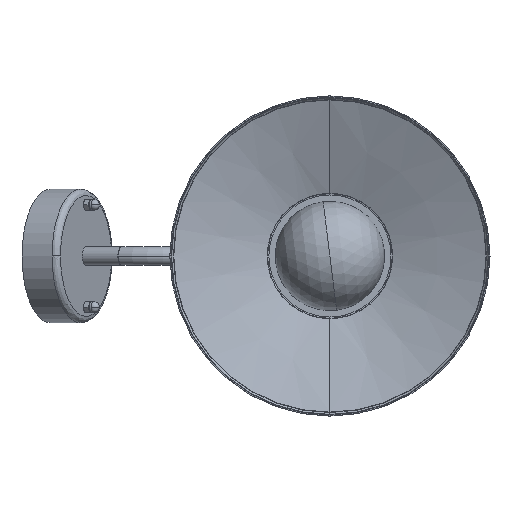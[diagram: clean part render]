
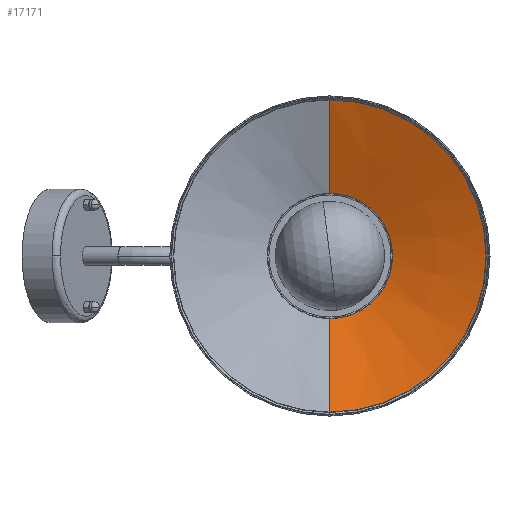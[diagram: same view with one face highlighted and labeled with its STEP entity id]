
A CAD part, front view. The second image highlights one B-rep face of the part: STEP entity #17171.
In plain terms, the highlighted conical face has half-angle 69 degrees and reference radius 53.575 mm.
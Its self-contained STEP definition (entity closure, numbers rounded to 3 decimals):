
#671 = EDGE_CURVE ( 'NONE', #20438, #10240, #16770, .T. ) ;
#1058 = CONICAL_SURFACE ( 'NONE', #19156, 53.575, 1.204 ) ;
#1373 = LINE ( 'NONE', #4721, #5697 ) ;
#1479 = DIRECTION ( 'NONE',  ( 0., -0.358, -0.934 ) ) ;
#1899 = CARTESIAN_POINT ( 'NONE',  ( 7.942, 26.646, 8.201 ) ) ;
#2026 = CIRCLE ( 'NONE', #17803, 53.575 ) ;
#2034 = DIRECTION ( 'NONE',  ( 0., -0.358, 0.934 ) ) ;
#2422 = DIRECTION ( 'NONE',  ( 0., 0., -1. ) ) ;
#2991 = EDGE_CURVE ( 'NONE', #4186, #11778, #2026, .T. ) ;
#3198 = DIRECTION ( 'NONE',  ( 0., -1., 0. ) ) ;
#3504 = LINE ( 'NONE', #4983, #5779 ) ;
#3893 = DIRECTION ( 'NONE',  ( 0., -1., 0. ) ) ;
#3957 = CARTESIAN_POINT ( 'NONE',  ( 7.942, -4.345, -126.108 ) ) ;
#4011 = AXIS2_PLACEMENT_3D ( 'NONE', #8549, #3893, #2422 ) ;
#4186 = VERTEX_POINT ( 'NONE', #11669 ) ;
#4721 = CARTESIAN_POINT ( 'NONE',  ( 7.942, 26.646, -45.375 ) ) ;
#4983 = CARTESIAN_POINT ( 'NONE',  ( 7.942, 26.646, 61.776 ) ) ;
#5013 = EDGE_CURVE ( 'NONE', #11778, #10240, #3504, .T. ) ;
#5697 = VECTOR ( 'NONE', #1479, 1000. ) ;
#5779 = VECTOR ( 'NONE', #2034, 1000. ) ;
#6248 = FACE_OUTER_BOUND ( 'NONE', #19116, .T. ) ;
#6306 = ORIENTED_EDGE ( 'NONE', *, *, #13908, .T. ) ;
#7036 = DIRECTION ( 'NONE',  ( 0., 0., -1. ) ) ;
#7950 = ORIENTED_EDGE ( 'NONE', *, *, #5013, .F. ) ;
#8503 = CARTESIAN_POINT ( 'NONE',  ( 7.942, -4.345, 142.509 ) ) ;
#8530 = DIRECTION ( 'NONE',  ( 0., -1., 0. ) ) ;
#8549 = CARTESIAN_POINT ( 'NONE',  ( 7.942, -4.345, 8.201 ) ) ;
#9625 = CARTESIAN_POINT ( 'NONE',  ( 7.942, 26.646, 8.201 ) ) ;
#10240 = VERTEX_POINT ( 'NONE', #8503 ) ;
#11279 = CARTESIAN_POINT ( 'NONE',  ( 7.942, 26.646, 61.776 ) ) ;
#11669 = CARTESIAN_POINT ( 'NONE',  ( 7.942, 26.646, -45.375 ) ) ;
#11778 = VERTEX_POINT ( 'NONE', #11279 ) ;
#13908 = EDGE_CURVE ( 'NONE', #4186, #20438, #1373, .T. ) ;
#16010 = DIRECTION ( 'NONE',  ( 0., 0., -1. ) ) ;
#16476 = ORIENTED_EDGE ( 'NONE', *, *, #671, .T. ) ;
#16477 = ORIENTED_EDGE ( 'NONE', *, *, #2991, .F. ) ;
#16770 = CIRCLE ( 'NONE', #4011, 134.308 ) ;
#17171 = ADVANCED_FACE ( 'NONE', ( #6248 ), #1058, .F. ) ;
#17803 = AXIS2_PLACEMENT_3D ( 'NONE', #1899, #8530, #7036 ) ;
#19116 = EDGE_LOOP ( 'NONE', ( #7950, #16477, #6306, #16476 ) ) ;
#19156 = AXIS2_PLACEMENT_3D ( 'NONE', #9625, #3198, #16010 ) ;
#20438 = VERTEX_POINT ( 'NONE', #3957 ) ;
